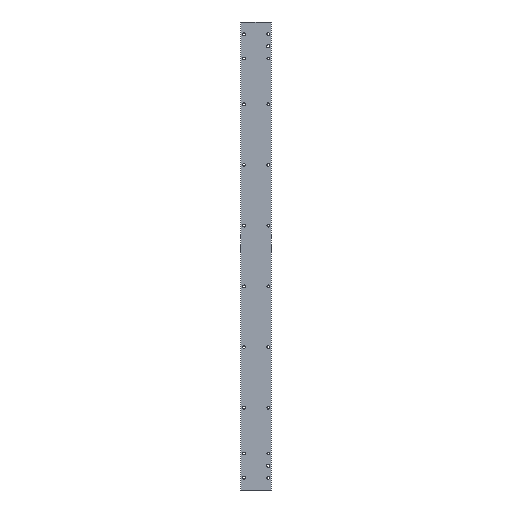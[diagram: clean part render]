
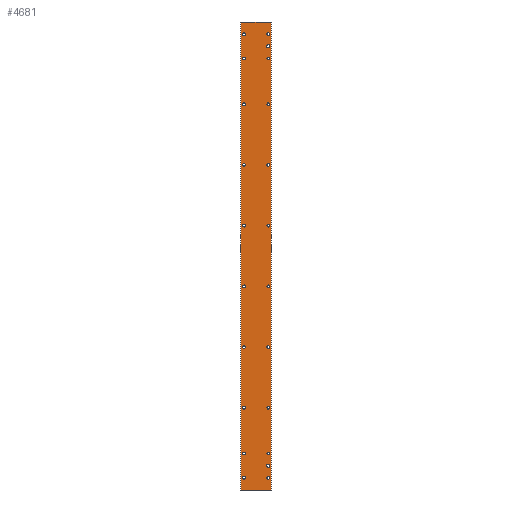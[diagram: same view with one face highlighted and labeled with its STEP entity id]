
A CAD part, left-side view. The second image highlights one B-rep face of the part: STEP entity #4681.
In plain terms, the highlighted planar face has unit normal (-1, 0, 0).
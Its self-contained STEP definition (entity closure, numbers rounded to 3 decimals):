
#129=CIRCLE('',#5054,2.25);
#130=CIRCLE('',#5055,2.25);
#131=CIRCLE('',#5056,2.25);
#132=CIRCLE('',#5057,2.25);
#133=CIRCLE('',#5058,2.25);
#134=CIRCLE('',#5059,2.25);
#135=CIRCLE('',#5060,2.25);
#136=CIRCLE('',#5061,2.25);
#137=CIRCLE('',#5062,2.25);
#138=CIRCLE('',#5063,2.25);
#139=CIRCLE('',#5064,2.25);
#140=CIRCLE('',#5065,2.25);
#141=CIRCLE('',#5066,2.25);
#142=CIRCLE('',#5067,2.25);
#143=CIRCLE('',#5068,2.25);
#144=CIRCLE('',#5069,2.25);
#145=CIRCLE('',#5070,2.25);
#146=CIRCLE('',#5071,2.25);
#147=CIRCLE('',#5072,2.25);
#148=CIRCLE('',#5073,2.25);
#149=CIRCLE('',#5074,2.5);
#150=CIRCLE('',#5075,2.5);
#982=ORIENTED_EDGE('',*,*,#2212,.T.);
#983=ORIENTED_EDGE('',*,*,#2213,.T.);
#984=ORIENTED_EDGE('',*,*,#2214,.T.);
#985=ORIENTED_EDGE('',*,*,#2215,.T.);
#986=ORIENTED_EDGE('',*,*,#2216,.T.);
#987=ORIENTED_EDGE('',*,*,#2217,.T.);
#988=ORIENTED_EDGE('',*,*,#2218,.F.);
#989=ORIENTED_EDGE('',*,*,#2219,.F.);
#990=ORIENTED_EDGE('',*,*,#2220,.T.);
#991=ORIENTED_EDGE('',*,*,#2221,.T.);
#992=ORIENTED_EDGE('',*,*,#2222,.T.);
#993=ORIENTED_EDGE('',*,*,#2223,.T.);
#994=ORIENTED_EDGE('',*,*,#2224,.T.);
#995=ORIENTED_EDGE('',*,*,#2225,.T.);
#996=ORIENTED_EDGE('',*,*,#2226,.T.);
#997=ORIENTED_EDGE('',*,*,#2227,.T.);
#998=ORIENTED_EDGE('',*,*,#2228,.T.);
#999=ORIENTED_EDGE('',*,*,#2229,.T.);
#1000=ORIENTED_EDGE('',*,*,#2230,.T.);
#1001=ORIENTED_EDGE('',*,*,#2231,.T.);
#1002=ORIENTED_EDGE('',*,*,#2232,.T.);
#1003=ORIENTED_EDGE('',*,*,#2233,.T.);
#1004=ORIENTED_EDGE('',*,*,#2234,.T.);
#1005=ORIENTED_EDGE('',*,*,#2235,.F.);
#1006=ORIENTED_EDGE('',*,*,#2236,.F.);
#1007=ORIENTED_EDGE('',*,*,#2210,.T.);
#2210=EDGE_CURVE('',#2759,#2758,#3218,.T.);
#2212=EDGE_CURVE('',#2760,#2760,#129,.T.);
#2213=EDGE_CURVE('',#2761,#2761,#130,.T.);
#2214=EDGE_CURVE('',#2762,#2762,#131,.T.);
#2215=EDGE_CURVE('',#2763,#2763,#132,.T.);
#2216=EDGE_CURVE('',#2764,#2764,#133,.T.);
#2217=EDGE_CURVE('',#2765,#2765,#134,.T.);
#2218=EDGE_CURVE('',#2766,#2766,#135,.T.);
#2219=EDGE_CURVE('',#2767,#2767,#136,.T.);
#2220=EDGE_CURVE('',#2768,#2768,#137,.T.);
#2221=EDGE_CURVE('',#2769,#2769,#138,.T.);
#2222=EDGE_CURVE('',#2770,#2770,#139,.T.);
#2223=EDGE_CURVE('',#2771,#2771,#140,.T.);
#2224=EDGE_CURVE('',#2772,#2772,#141,.T.);
#2225=EDGE_CURVE('',#2773,#2773,#142,.T.);
#2226=EDGE_CURVE('',#2774,#2774,#143,.T.);
#2227=EDGE_CURVE('',#2775,#2775,#144,.T.);
#2228=EDGE_CURVE('',#2776,#2776,#145,.T.);
#2229=EDGE_CURVE('',#2777,#2777,#146,.T.);
#2230=EDGE_CURVE('',#2778,#2778,#147,.T.);
#2231=EDGE_CURVE('',#2779,#2779,#148,.T.);
#2232=EDGE_CURVE('',#2780,#2780,#149,.T.);
#2233=EDGE_CURVE('',#2781,#2781,#150,.T.);
#2234=EDGE_CURVE('',#2758,#2782,#3219,.T.);
#2235=EDGE_CURVE('',#2783,#2782,#3220,.T.);
#2236=EDGE_CURVE('',#2759,#2783,#3221,.T.);
#2758=VERTEX_POINT('',#7721);
#2759=VERTEX_POINT('',#7723);
#2760=VERTEX_POINT('',#7727);
#2761=VERTEX_POINT('',#7729);
#2762=VERTEX_POINT('',#7731);
#2763=VERTEX_POINT('',#7733);
#2764=VERTEX_POINT('',#7735);
#2765=VERTEX_POINT('',#7737);
#2766=VERTEX_POINT('',#7739);
#2767=VERTEX_POINT('',#7741);
#2768=VERTEX_POINT('',#7743);
#2769=VERTEX_POINT('',#7745);
#2770=VERTEX_POINT('',#7747);
#2771=VERTEX_POINT('',#7749);
#2772=VERTEX_POINT('',#7751);
#2773=VERTEX_POINT('',#7753);
#2774=VERTEX_POINT('',#7755);
#2775=VERTEX_POINT('',#7757);
#2776=VERTEX_POINT('',#7759);
#2777=VERTEX_POINT('',#7761);
#2778=VERTEX_POINT('',#7763);
#2779=VERTEX_POINT('',#7765);
#2780=VERTEX_POINT('',#7767);
#2781=VERTEX_POINT('',#7769);
#2782=VERTEX_POINT('',#7771);
#2783=VERTEX_POINT('',#7773);
#3218=LINE('',#7722,#3622);
#3219=LINE('',#7770,#3623);
#3220=LINE('',#7772,#3624);
#3221=LINE('',#7774,#3625);
#3622=VECTOR('',#6099,1000.);
#3623=VECTOR('',#6148,1000.);
#3624=VECTOR('',#6149,1000.);
#3625=VECTOR('',#6150,1000.);
#3851=EDGE_LOOP('',(#982));
#3852=EDGE_LOOP('',(#983));
#3853=EDGE_LOOP('',(#984));
#3854=EDGE_LOOP('',(#985));
#3855=EDGE_LOOP('',(#986));
#3856=EDGE_LOOP('',(#987));
#3857=EDGE_LOOP('',(#988));
#3858=EDGE_LOOP('',(#989));
#3859=EDGE_LOOP('',(#990));
#3860=EDGE_LOOP('',(#991));
#3861=EDGE_LOOP('',(#992));
#3862=EDGE_LOOP('',(#993));
#3863=EDGE_LOOP('',(#994));
#3864=EDGE_LOOP('',(#995));
#3865=EDGE_LOOP('',(#996));
#3866=EDGE_LOOP('',(#997));
#3867=EDGE_LOOP('',(#998));
#3868=EDGE_LOOP('',(#999));
#3869=EDGE_LOOP('',(#1000));
#3870=EDGE_LOOP('',(#1001));
#3871=EDGE_LOOP('',(#1002));
#3872=EDGE_LOOP('',(#1003));
#3873=EDGE_LOOP('',(#1004,#1005,#1006,#1007));
#4185=FACE_BOUND('',#3851,.T.);
#4186=FACE_BOUND('',#3852,.T.);
#4187=FACE_BOUND('',#3853,.T.);
#4188=FACE_BOUND('',#3854,.T.);
#4189=FACE_BOUND('',#3855,.T.);
#4190=FACE_BOUND('',#3856,.T.);
#4191=FACE_BOUND('',#3857,.T.);
#4192=FACE_BOUND('',#3858,.T.);
#4193=FACE_BOUND('',#3859,.T.);
#4194=FACE_BOUND('',#3860,.T.);
#4195=FACE_BOUND('',#3861,.T.);
#4196=FACE_BOUND('',#3862,.T.);
#4197=FACE_BOUND('',#3863,.T.);
#4198=FACE_BOUND('',#3864,.T.);
#4199=FACE_BOUND('',#3865,.T.);
#4200=FACE_BOUND('',#3866,.T.);
#4201=FACE_BOUND('',#3867,.T.);
#4202=FACE_BOUND('',#3868,.T.);
#4203=FACE_BOUND('',#3869,.T.);
#4204=FACE_BOUND('',#3870,.T.);
#4205=FACE_BOUND('',#3871,.T.);
#4206=FACE_BOUND('',#3872,.T.);
#4207=FACE_BOUND('',#3873,.T.);
#4494=PLANE('',#5053);
#4681=ADVANCED_FACE('',(#4185,#4186,#4187,#4188,#4189,#4190,#4191,#4192,
#4193,#4194,#4195,#4196,#4197,#4198,#4199,#4200,#4201,#4202,#4203,#4204,
#4205,#4206,#4207),#4494,.F.);
#5053=AXIS2_PLACEMENT_3D('',#7725,#6102,#6103);
#5054=AXIS2_PLACEMENT_3D('',#7726,#6104,#6105);
#5055=AXIS2_PLACEMENT_3D('',#7728,#6106,#6107);
#5056=AXIS2_PLACEMENT_3D('',#7730,#6108,#6109);
#5057=AXIS2_PLACEMENT_3D('',#7732,#6110,#6111);
#5058=AXIS2_PLACEMENT_3D('',#7734,#6112,#6113);
#5059=AXIS2_PLACEMENT_3D('',#7736,#6114,#6115);
#5060=AXIS2_PLACEMENT_3D('',#7738,#6116,#6117);
#5061=AXIS2_PLACEMENT_3D('',#7740,#6118,#6119);
#5062=AXIS2_PLACEMENT_3D('',#7742,#6120,#6121);
#5063=AXIS2_PLACEMENT_3D('',#7744,#6122,#6123);
#5064=AXIS2_PLACEMENT_3D('',#7746,#6124,#6125);
#5065=AXIS2_PLACEMENT_3D('',#7748,#6126,#6127);
#5066=AXIS2_PLACEMENT_3D('',#7750,#6128,#6129);
#5067=AXIS2_PLACEMENT_3D('',#7752,#6130,#6131);
#5068=AXIS2_PLACEMENT_3D('',#7754,#6132,#6133);
#5069=AXIS2_PLACEMENT_3D('',#7756,#6134,#6135);
#5070=AXIS2_PLACEMENT_3D('',#7758,#6136,#6137);
#5071=AXIS2_PLACEMENT_3D('',#7760,#6138,#6139);
#5072=AXIS2_PLACEMENT_3D('',#7762,#6140,#6141);
#5073=AXIS2_PLACEMENT_3D('',#7764,#6142,#6143);
#5074=AXIS2_PLACEMENT_3D('',#7766,#6144,#6145);
#5075=AXIS2_PLACEMENT_3D('',#7768,#6146,#6147);
#6099=DIRECTION('',(0.,0.,1.));
#6102=DIRECTION('',(1.,0.,0.));
#6103=DIRECTION('',(0.,0.,-1.));
#6104=DIRECTION('',(1.,0.,0.));
#6105=DIRECTION('',(0.,0.,-1.));
#6106=DIRECTION('',(1.,0.,0.));
#6107=DIRECTION('',(0.,0.,-1.));
#6108=DIRECTION('',(1.,0.,0.));
#6109=DIRECTION('',(0.,0.,-1.));
#6110=DIRECTION('',(1.,0.,0.));
#6111=DIRECTION('',(0.,0.,-1.));
#6112=DIRECTION('',(1.,0.,0.));
#6113=DIRECTION('',(0.,0.,-1.));
#6114=DIRECTION('',(1.,0.,0.));
#6115=DIRECTION('',(0.,0.,-1.));
#6116=DIRECTION('',(-1.,0.,0.));
#6117=DIRECTION('',(0.,0.,1.));
#6118=DIRECTION('',(-1.,0.,0.));
#6119=DIRECTION('',(0.,0.,1.));
#6120=DIRECTION('',(1.,0.,0.));
#6121=DIRECTION('',(0.,0.,-1.));
#6122=DIRECTION('',(1.,0.,0.));
#6123=DIRECTION('',(0.,0.,-1.));
#6124=DIRECTION('',(1.,0.,0.));
#6125=DIRECTION('',(0.,0.,-1.));
#6126=DIRECTION('',(1.,0.,0.));
#6127=DIRECTION('',(0.,0.,-1.));
#6128=DIRECTION('',(1.,0.,0.));
#6129=DIRECTION('',(0.,0.,-1.));
#6130=DIRECTION('',(1.,0.,0.));
#6131=DIRECTION('',(0.,0.,-1.));
#6132=DIRECTION('',(1.,0.,0.));
#6133=DIRECTION('',(0.,0.,-1.));
#6134=DIRECTION('',(1.,0.,0.));
#6135=DIRECTION('',(0.,0.,-1.));
#6136=DIRECTION('',(1.,0.,0.));
#6137=DIRECTION('',(0.,0.,-1.));
#6138=DIRECTION('',(1.,0.,0.));
#6139=DIRECTION('',(0.,0.,-1.));
#6140=DIRECTION('',(1.,0.,0.));
#6141=DIRECTION('',(0.,0.,-1.));
#6142=DIRECTION('',(1.,0.,0.));
#6143=DIRECTION('',(0.,0.,-1.));
#6144=DIRECTION('',(1.,0.,0.));
#6145=DIRECTION('',(0.,0.,-1.));
#6146=DIRECTION('',(1.,0.,0.));
#6147=DIRECTION('',(0.,0.,-1.));
#6148=DIRECTION('',(0.,1.,0.));
#6149=DIRECTION('',(0.,0.,1.));
#6150=DIRECTION('',(0.,1.,0.));
#7721=CARTESIAN_POINT('',(0.,0.2,385.5));
#7722=CARTESIAN_POINT('',(0.,0.2,-385.5));
#7723=CARTESIAN_POINT('',(0.,0.2,-385.5));
#7725=CARTESIAN_POINT('',(0.,0.2,-385.5));
#7726=CARTESIAN_POINT('',(0.,4.75,150.));
#7727=CARTESIAN_POINT('',(0.,4.75,147.75));
#7728=CARTESIAN_POINT('',(0.,4.75,50.));
#7729=CARTESIAN_POINT('',(0.,4.75,47.75));
#7730=CARTESIAN_POINT('',(0.,4.75,-50.));
#7731=CARTESIAN_POINT('',(0.,4.75,-52.25));
#7732=CARTESIAN_POINT('',(0.,4.75,-150.));
#7733=CARTESIAN_POINT('',(0.,4.75,-152.25));
#7734=CARTESIAN_POINT('',(0.,4.75,250.));
#7735=CARTESIAN_POINT('',(0.,4.75,247.75));
#7736=CARTESIAN_POINT('',(0.,4.75,-250.));
#7737=CARTESIAN_POINT('',(0.,4.75,-252.25));
#7738=CARTESIAN_POINT('',(0.,4.75,365.5));
#7739=CARTESIAN_POINT('',(0.,4.75,367.75));
#7740=CARTESIAN_POINT('',(0.,4.75,325.5));
#7741=CARTESIAN_POINT('',(0.,4.75,327.75));
#7742=CARTESIAN_POINT('',(0.,4.75,-325.5));
#7743=CARTESIAN_POINT('',(0.,4.75,-327.75));
#7744=CARTESIAN_POINT('',(0.,4.75,-365.5));
#7745=CARTESIAN_POINT('',(0.,4.75,-367.75));
#7746=CARTESIAN_POINT('',(0.,44.75,150.));
#7747=CARTESIAN_POINT('',(0.,44.75,147.75));
#7748=CARTESIAN_POINT('',(0.,44.75,50.));
#7749=CARTESIAN_POINT('',(0.,44.75,47.75));
#7750=CARTESIAN_POINT('',(0.,44.75,-50.));
#7751=CARTESIAN_POINT('',(0.,44.75,-52.25));
#7752=CARTESIAN_POINT('',(0.,44.75,-150.));
#7753=CARTESIAN_POINT('',(0.,44.75,-152.25));
#7754=CARTESIAN_POINT('',(0.,44.75,250.));
#7755=CARTESIAN_POINT('',(0.,44.75,247.75));
#7756=CARTESIAN_POINT('',(0.,44.75,-250.));
#7757=CARTESIAN_POINT('',(0.,44.75,-252.25));
#7758=CARTESIAN_POINT('',(0.,44.75,325.5));
#7759=CARTESIAN_POINT('',(0.,44.75,323.25));
#7760=CARTESIAN_POINT('',(0.,44.75,365.5));
#7761=CARTESIAN_POINT('',(0.,44.75,363.25));
#7762=CARTESIAN_POINT('',(0.,44.75,-325.5));
#7763=CARTESIAN_POINT('',(0.,44.75,-327.75));
#7764=CARTESIAN_POINT('',(0.,44.75,-365.5));
#7765=CARTESIAN_POINT('',(0.,44.75,-367.75));
#7766=CARTESIAN_POINT('',(0.,4.75,345.5));
#7767=CARTESIAN_POINT('',(0.,4.75,343.));
#7768=CARTESIAN_POINT('',(0.,4.75,-345.5));
#7769=CARTESIAN_POINT('',(0.,4.75,-348.));
#7770=CARTESIAN_POINT('',(0.,0.2,385.5));
#7771=CARTESIAN_POINT('',(0.,49.8,385.5));
#7772=CARTESIAN_POINT('',(0.,49.8,-385.5));
#7773=CARTESIAN_POINT('',(0.,49.8,-385.5));
#7774=CARTESIAN_POINT('',(0.,0.2,-385.5));
